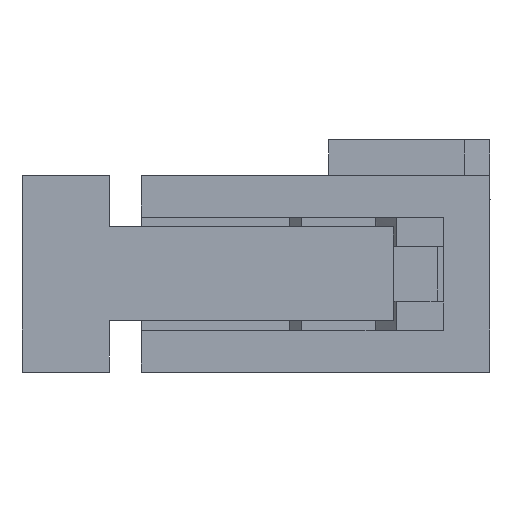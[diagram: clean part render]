
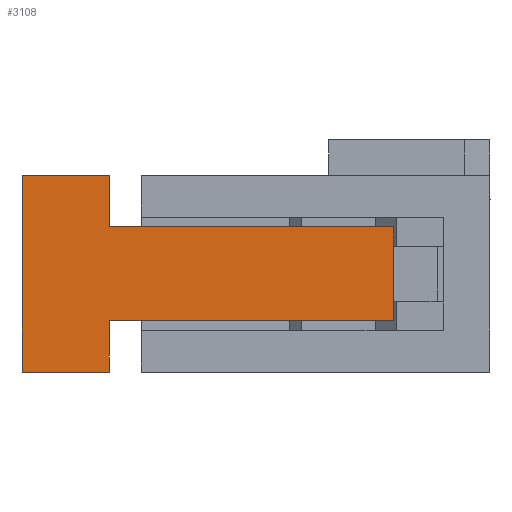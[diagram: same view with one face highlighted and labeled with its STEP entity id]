
A CAD part, left-side view. The second image highlights one B-rep face of the part: STEP entity #3108.
In plain terms, the highlighted planar face has unit normal (-1, 0, 0).
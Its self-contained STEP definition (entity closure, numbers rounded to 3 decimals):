
#3108=ADVANCED_FACE('',(#4436),#3773,.T.);
#3773=PLANE('',#16482);
#4436=FACE_OUTER_BOUND('',#5097,.T.);
#5097=EDGE_LOOP('',(#7771,#7772,#7773,#7774,#7775,#7776,#7777,#7778));
#7771=ORIENTED_EDGE('',*,*,#11983,.T.);
#7772=ORIENTED_EDGE('',*,*,#11984,.T.);
#7773=ORIENTED_EDGE('',*,*,#11981,.T.);
#7774=ORIENTED_EDGE('',*,*,#11985,.T.);
#7775=ORIENTED_EDGE('',*,*,#11986,.T.);
#7776=ORIENTED_EDGE('',*,*,#11901,.T.);
#7777=ORIENTED_EDGE('',*,*,#11987,.F.);
#7778=ORIENTED_EDGE('',*,*,#11900,.T.);
#10153=VERTEX_POINT('',#22934);
#10154=VERTEX_POINT('',#22936);
#10155=VERTEX_POINT('',#22940);
#10156=VERTEX_POINT('',#22941);
#10211=VERTEX_POINT('',#23110);
#10212=VERTEX_POINT('',#23112);
#10213=VERTEX_POINT('',#23116);
#10214=VERTEX_POINT('',#23119);
#11900=EDGE_CURVE('',#10153,#10154,#13759,.T.);
#11901=EDGE_CURVE('',#10155,#10156,#13760,.T.);
#11981=EDGE_CURVE('',#10212,#10211,#13836,.T.);
#11983=EDGE_CURVE('',#10154,#10213,#13838,.T.);
#11984=EDGE_CURVE('',#10213,#10212,#13839,.T.);
#11985=EDGE_CURVE('',#10211,#10214,#13840,.T.);
#11986=EDGE_CURVE('',#10214,#10155,#13841,.T.);
#11987=EDGE_CURVE('',#10153,#10156,#13842,.T.);
#13759=LINE('',#22937,#15600);
#13760=LINE('',#22939,#15601);
#13836=LINE('',#23111,#15677);
#13838=LINE('',#23115,#15679);
#13839=LINE('',#23117,#15680);
#13840=LINE('',#23118,#15681);
#13841=LINE('',#23120,#15682);
#13842=LINE('',#23121,#15683);
#15600=VECTOR('',#19251,1.);
#15601=VECTOR('',#19254,1.);
#15677=VECTOR('',#19376,1.);
#15679=VECTOR('',#19380,1.);
#15680=VECTOR('',#19381,1.);
#15681=VECTOR('',#19382,1.);
#15682=VECTOR('',#19383,1.);
#15683=VECTOR('',#19384,1.);
#16482=AXIS2_PLACEMENT_3D('',#23122,#19385,#19386);
#19251=DIRECTION('',(0.,-1.,0.));
#19254=DIRECTION('',(0.,1.,0.));
#19376=DIRECTION('',(0.,0.,1.));
#19380=DIRECTION('',(0.,0.,1.));
#19381=DIRECTION('',(0.,-1.,0.));
#19382=DIRECTION('',(0.,1.,0.));
#19383=DIRECTION('',(0.,0.,1.));
#19384=DIRECTION('',(0.,0.,1.));
#19385=DIRECTION('',(-1.,0.,0.));
#19386=DIRECTION('',(0.,-1.,0.));
#22934=CARTESIAN_POINT('',(0.,14.5,0.));
#22936=CARTESIAN_POINT('',(0.,11.79,0.));
#22937=CARTESIAN_POINT('',(0.,14.5,0.));
#22939=CARTESIAN_POINT('',(0.,11.79,6.1));
#22940=CARTESIAN_POINT('',(0.,11.79,6.1));
#22941=CARTESIAN_POINT('',(0.,14.5,6.1));
#23110=CARTESIAN_POINT('',(0.,2.99,4.5));
#23111=CARTESIAN_POINT('',(0.,2.99,1.6));
#23112=CARTESIAN_POINT('',(0.,2.99,1.6));
#23115=CARTESIAN_POINT('',(0.,11.79,0.));
#23116=CARTESIAN_POINT('',(0.,11.79,1.6));
#23117=CARTESIAN_POINT('',(0.,11.79,1.6));
#23118=CARTESIAN_POINT('',(0.,2.99,4.5));
#23119=CARTESIAN_POINT('',(0.,11.79,4.5));
#23120=CARTESIAN_POINT('',(0.,11.79,4.5));
#23121=CARTESIAN_POINT('',(0.,14.5,0.));
#23122=CARTESIAN_POINT('',(0.,14.7,-0.2));
